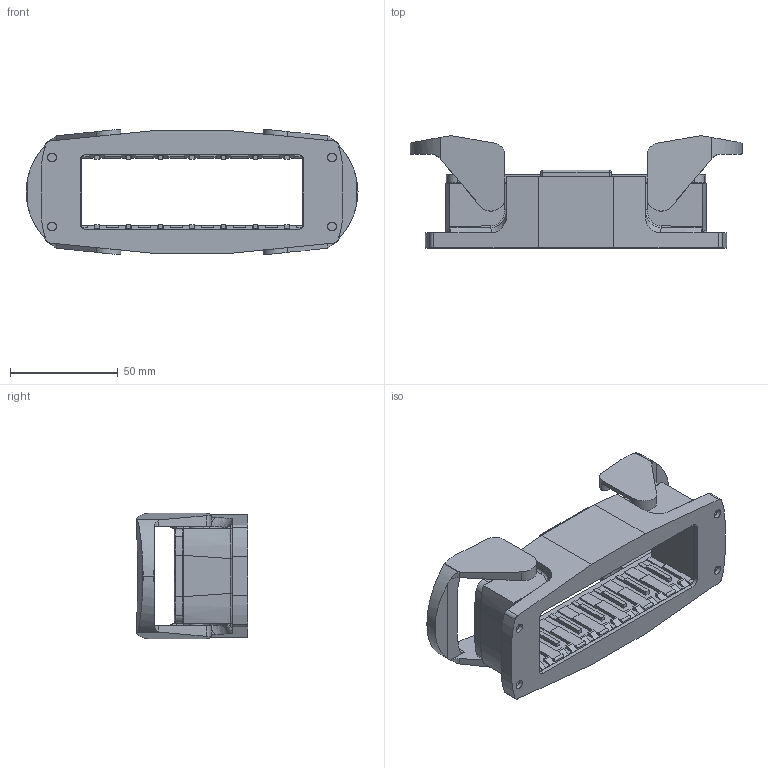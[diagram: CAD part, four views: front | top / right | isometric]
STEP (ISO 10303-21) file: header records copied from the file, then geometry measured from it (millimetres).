
FILE_DESCRIPTION(/* description */ (''),/* implementation_level */ '2;1');
FILE_NAME(/* name */ '100198179ugm000_b.stp',/* time_stamp */ '2017-11-06T10:08:26+01:00',/* author */ (''),/* organization */ (''),/* preprocessor_version */ 'ST-DEVELOPER v16',/* originating_system */ 'SIEMENS PLM Software NX 10.0',/* authorisation */ '');
FILE_SCHEMA (('AUTOMOTIVE_DESIGN { 1 0 10303 214 3 1 1 1 }'));
Length unit declared in the file: millimetre
Products named in the file (1): 100198179ugm000_b
Bounding box: 154 x 51.95 x 58.36 mm (x, y, z)
Volume: 118850.4 mm3; surface area: 43421.5 mm2
Topology: 1 solids, 1 shells, 716 faces, 1964 edges, 1280 vertices
Faces by surface type: plane 510, cylinder 118, bspline 88
Full cylindrical faces by diameter (mm): 0.377 x1, 0.493 x1, 4.1 x4, 4.4 x4, 6.8 x4
Entity records: 25648 total; most frequent: CARTESIAN_POINT 7226, ORIENTED_EDGE 3882, DIRECTION 3282, EDGE_CURVE 1941, LINE 1534, VECTOR 1534, VERTEX_POINT 1270, AXIS2_PLACEMENT_3D 874
